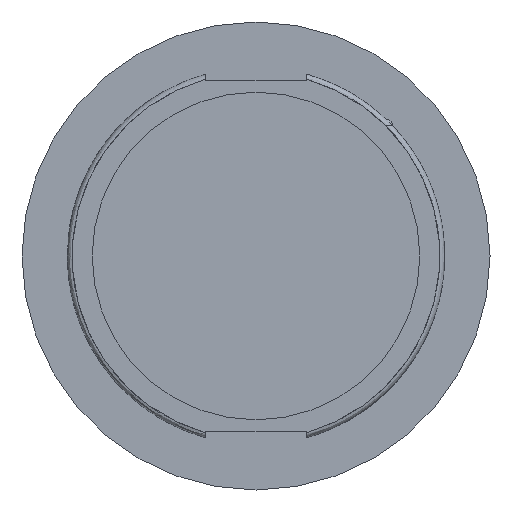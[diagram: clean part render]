
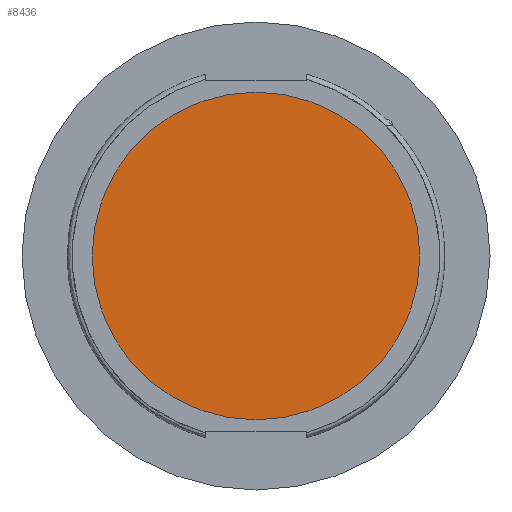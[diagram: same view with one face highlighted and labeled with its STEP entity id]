
A CAD part, front view. The second image highlights one B-rep face of the part: STEP entity #8436.
In plain terms, the highlighted planar face has unit normal (0, -1, 0).
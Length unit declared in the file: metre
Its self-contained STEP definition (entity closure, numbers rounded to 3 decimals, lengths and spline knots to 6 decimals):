
#2131=CARTESIAN_POINT('',(0.,0.0118,0.));
#2132=DIRECTION('',(0.,-1.,0.));
#2133=DIRECTION('',(0.,0.,-1.));
#2134=AXIS2_PLACEMENT_3D('',#2131,#2132,#2133);
#2139=CARTESIAN_POINT('',(0.,0.0118,0.));
#2140=DIRECTION('',(0.,-1.,0.));
#2141=DIRECTION('',(0.,0.,1.));
#2142=AXIS2_PLACEMENT_3D('',#2139,#2140,#2141);
#4849=CARTESIAN_POINT('',(0.,0.0118,0.0098));
#4851=VERTEX_POINT('',#4849);
#4853=CARTESIAN_POINT('',(0.,0.0118,-0.0098));
#4855=VERTEX_POINT('',#4853);
#8426=CARTESIAN_POINT('',(-0.0098,0.0118,0.));
#8427=DIRECTION('',(0.,1.,0.));
#8428=DIRECTION('',(0.,0.,1.));
#8429=AXIS2_PLACEMENT_3D('',#8426,#8427,#8428);
#8430=PLANE('',#8429);
#8432=ORIENTED_EDGE('',*,*,#8431,.F.);
#8433=ORIENTED_EDGE('',*,*,#8409,.F.);
#8434=EDGE_LOOP('',(#8432,#8433));
#8435=FACE_OUTER_BOUND('',#8434,.F.);
#2135=CIRCLE('',#2134,0.0098);
#2143=CIRCLE('',#2142,0.0098);
#8409=EDGE_CURVE('',#4851,#4855,#2143,.T.);
#8431=EDGE_CURVE('',#4855,#4851,#2135,.T.);
#8436=ADVANCED_FACE('',(#8435),#8430,.F.);
